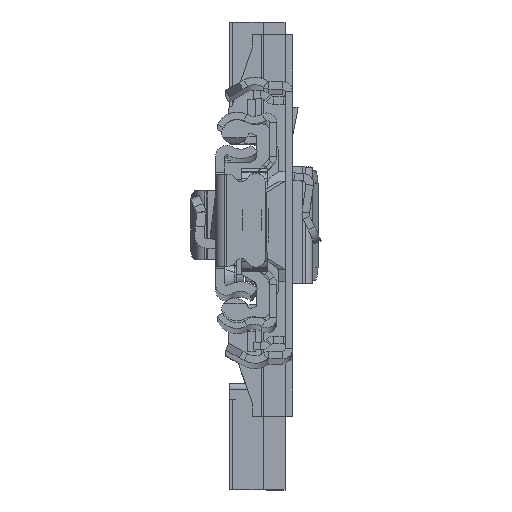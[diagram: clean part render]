
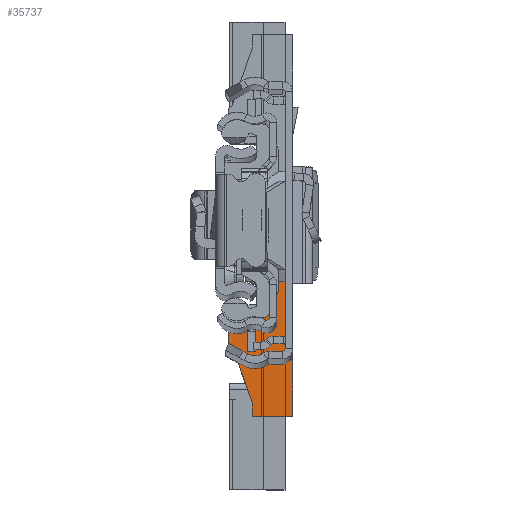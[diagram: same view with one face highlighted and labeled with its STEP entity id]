
A CAD part, top view. The second image highlights one B-rep face of the part: STEP entity #35737.
In plain terms, the highlighted face is planar.
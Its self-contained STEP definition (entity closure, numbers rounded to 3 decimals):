
#75 = ORIENTED_EDGE ( 'NONE', *, *, #11060, .F. ) ;
#112 = CARTESIAN_POINT ( 'NONE',  ( 10.451, 3.299, -67. ) ) ;
#190 = DIRECTION ( 'NONE',  ( -1., 0., 0. ) ) ;
#384 = CARTESIAN_POINT ( 'NONE',  ( 19., -1.2, -67. ) ) ;
#576 = DIRECTION ( 'NONE',  ( 1., 0., 0. ) ) ;
#699 = DIRECTION ( 'NONE',  ( 0., -1., 0. ) ) ;
#977 = CARTESIAN_POINT ( 'NONE',  ( 9.012, 5.732, -67. ) ) ;
#1136 = EDGE_CURVE ( 'NONE', #8498, #23787, #3399, .T. ) ;
#1280 = DIRECTION ( 'NONE',  ( 1., 0., 0. ) ) ;
#1342 = ORIENTED_EDGE ( 'NONE', *, *, #21086, .T. ) ;
#1478 = LINE ( 'NONE', #18787, #32157 ) ;
#1675 = CARTESIAN_POINT ( 'NONE',  ( 13., 4.318, -67. ) ) ;
#1737 = LINE ( 'NONE', #35954, #25774 ) ;
#2169 = CARTESIAN_POINT ( 'NONE',  ( 10.318, 3.419, -67. ) ) ;
#2348 = CARTESIAN_POINT ( 'NONE',  ( 10.701, 3.2, -67. ) ) ;
#2510 = CARTESIAN_POINT ( 'NONE',  ( 9.012, 0., -67. ) ) ;
#2572 = CARTESIAN_POINT ( 'NONE',  ( -28.5, 0., -67. ) ) ;
#3056 = DIRECTION ( 'NONE',  ( 1., 0., 0. ) ) ;
#3148 = VERTEX_POINT ( 'NONE', #28501 ) ;
#3399 = CIRCLE ( 'NONE', #4005, 0.5 ) ;
#3493 = AXIS2_PLACEMENT_3D ( 'NONE', #13941, #36453, #28102 ) ;
#4005 = AXIS2_PLACEMENT_3D ( 'NONE', #8845, #22274, #3056 ) ;
#4097 = LINE ( 'NONE', #15287, #5584 ) ;
#5167 = AXIS2_PLACEMENT_3D ( 'NONE', #7040, #9480, #1280 ) ;
#5584 = VECTOR ( 'NONE', #9529, 1000. ) ;
#6050 = LINE ( 'NONE', #12013, #27747 ) ;
#6243 = EDGE_CURVE ( 'NONE', #11596, #13477, #1478, .T. ) ;
#6450 = VERTEX_POINT ( 'NONE', #31415 ) ;
#7028 = VECTOR ( 'NONE', #31049, 1000. ) ;
#7040 = CARTESIAN_POINT ( 'NONE',  ( 18.5, 8.5, -67. ) ) ;
#7647 = ORIENTED_EDGE ( 'NONE', *, *, #1136, .F. ) ;
#8115 = CARTESIAN_POINT ( 'NONE',  ( 13., 8.5, -67. ) ) ;
#8360 = LINE ( 'NONE', #2572, #7028 ) ;
#8498 = VERTEX_POINT ( 'NONE', #27448 ) ;
#8526 = CARTESIAN_POINT ( 'NONE',  ( 12., 3.2, -67. ) ) ;
#8759 = EDGE_CURVE ( 'NONE', #23787, #24475, #4097, .T. ) ;
#8845 = CARTESIAN_POINT ( 'NONE',  ( 13.5, 8.5, -67. ) ) ;
#9480 = DIRECTION ( 'NONE',  ( 0., 0., 1. ) ) ;
#9529 = DIRECTION ( 'NONE',  ( 0., -1., 0. ) ) ;
#10202 = AXIS2_PLACEMENT_3D ( 'NONE', #22363, #27758, #32942 ) ;
#10412 = DIRECTION ( 'NONE',  ( 0., 1., 0. ) ) ;
#10479 = DIRECTION ( 'NONE',  ( -0.945, 0.328, 0. ) ) ;
#10510 = ORIENTED_EDGE ( 'NONE', *, *, #23867, .T. ) ;
#10899 = VERTEX_POINT ( 'NONE', #24892 ) ;
#11060 = EDGE_CURVE ( 'NONE', #26878, #15065, #6050, .T. ) ;
#11596 = VERTEX_POINT ( 'NONE', #2510 ) ;
#12013 = CARTESIAN_POINT ( 'NONE',  ( 30.5, 5.2, -67. ) ) ;
#12294 = EDGE_CURVE ( 'NONE', #30908, #22619, #36705, .T. ) ;
#12512 = ORIENTED_EDGE ( 'NONE', *, *, #14326, .F. ) ;
#12593 = ORIENTED_EDGE ( 'NONE', *, *, #14188, .F. ) ;
#13284 = CARTESIAN_POINT ( 'NONE',  ( 30.5, -1.2, -67. ) ) ;
#13477 = VERTEX_POINT ( 'NONE', #977 ) ;
#13611 = ORIENTED_EDGE ( 'NONE', *, *, #18736, .F. ) ;
#13941 = CARTESIAN_POINT ( 'NONE',  ( -28.5, 9., -67. ) ) ;
#14188 = EDGE_CURVE ( 'NONE', #11596, #10899, #8360, .T. ) ;
#14326 = EDGE_CURVE ( 'NONE', #10899, #30908, #26238, .T. ) ;
#14984 = EDGE_LOOP ( 'NONE', ( #12593, #35832, #35310, #10510, #1342, #28068, #15412, #7647, #32952, #13611, #19193, #75, #23505, #18409, #12512 ) ) ;
#15065 = VERTEX_POINT ( 'NONE', #29609 ) ;
#15245 = VECTOR ( 'NONE', #20506, 1000. ) ;
#15287 = CARTESIAN_POINT ( 'NONE',  ( 13., 9., -67. ) ) ;
#15412 = ORIENTED_EDGE ( 'NONE', *, *, #8759, .F. ) ;
#16161 = VECTOR ( 'NONE', #190, 1000. ) ;
#17135 = CARTESIAN_POINT ( 'NONE',  ( 30.5, 5.2, -67. ) ) ;
#17942 = EDGE_CURVE ( 'NONE', #15065, #30819, #1737, .T. ) ;
#18324 = VECTOR ( 'NONE', #699, 1000. ) ;
#18409 = ORIENTED_EDGE ( 'NONE', *, *, #12294, .F. ) ;
#18545 = CIRCLE ( 'NONE', #10202, 5.707 ) ;
#18692 = CARTESIAN_POINT ( 'NONE',  ( 10.792, 3.2, -67. ) ) ;
#18736 = EDGE_CURVE ( 'NONE', #30819, #6450, #32502, .T. ) ;
#18787 = CARTESIAN_POINT ( 'NONE',  ( 9.012, -17.65, -67. ) ) ;
#19193 = ORIENTED_EDGE ( 'NONE', *, *, #17942, .F. ) ;
#19511 = VERTEX_POINT ( 'NONE', #18692 ) ;
#19664 = VERTEX_POINT ( 'NONE', #23151 ) ;
#19667 = CARTESIAN_POINT ( 'NONE',  ( 10.614, 3.222, -67. ) ) ;
#19690 = VECTOR ( 'NONE', #25393, 1000. ) ;
#20250 = EDGE_CURVE ( 'NONE', #26878, #22619, #26104, .T. ) ;
#20506 = DIRECTION ( 'NONE',  ( 0., -1., 0. ) ) ;
#21086 = EDGE_CURVE ( 'NONE', #19511, #3148, #28871, .T. ) ;
#21613 = CARTESIAN_POINT ( 'NONE',  ( 12.586, 3.2, -67. ) ) ;
#22274 = DIRECTION ( 'NONE',  ( 0., 0., 1. ) ) ;
#22363 = CARTESIAN_POINT ( 'NONE',  ( 14.498, 7.304, -67. ) ) ;
#22619 = VERTEX_POINT ( 'NONE', #13284 ) ;
#22883 = PLANE ( 'NONE',  #3493 ) ;
#23151 = CARTESIAN_POINT ( 'NONE',  ( 10.318, 3.419, -67. ) ) ;
#23320 = EDGE_CURVE ( 'NONE', #24475, #3148, #35546, .T. ) ;
#23505 = ORIENTED_EDGE ( 'NONE', *, *, #20250, .T. ) ;
#23787 = VERTEX_POINT ( 'NONE', #8115 ) ;
#23867 = EDGE_CURVE ( 'NONE', #19664, #19511, #24980, .T. ) ;
#24475 = VERTEX_POINT ( 'NONE', #1675 ) ;
#24892 = CARTESIAN_POINT ( 'NONE',  ( 19., 0., -67. ) ) ;
#24894 = CARTESIAN_POINT ( 'NONE',  ( 10.792, 3.2, -67. ) ) ;
#24980 = B_SPLINE_CURVE_WITH_KNOTS ( 'NONE', 3,
 ( #2169, #34130, #112, #19667, #2348, #24894 ),
 .UNSPECIFIED., .F., .F.,
 ( 4, 2, 4 ),
 ( 0., 0., 0.001 ),
 .UNSPECIFIED. ) ;
#25364 = CARTESIAN_POINT ( 'NONE',  ( 19., 8.5, -67. ) ) ;
#25393 = DIRECTION ( 'NONE',  ( 1., 0., 0. ) ) ;
#25532 = LINE ( 'NONE', #28845, #16161 ) ;
#25764 = CARTESIAN_POINT ( 'NONE',  ( 0., -1.2, -67. ) ) ;
#25774 = VECTOR ( 'NONE', #10479, 1000. ) ;
#26036 = VECTOR ( 'NONE', #576, 1000. ) ;
#26104 = LINE ( 'NONE', #34597, #15245 ) ;
#26112 = CARTESIAN_POINT ( 'NONE',  ( 13., 3.2, -67. ) ) ;
#26238 = LINE ( 'NONE', #29543, #18324 ) ;
#26548 = DIRECTION ( 'NONE',  ( -1., 0., 0. ) ) ;
#26787 = EDGE_CURVE ( 'NONE', #19664, #13477, #18545, .T. ) ;
#26878 = VERTEX_POINT ( 'NONE', #17135 ) ;
#26931 = EDGE_CURVE ( 'NONE', #6450, #8498, #25532, .T. ) ;
#27448 = CARTESIAN_POINT ( 'NONE',  ( 13.5, 9., -67. ) ) ;
#27747 = VECTOR ( 'NONE', #26548, 1000. ) ;
#27758 = DIRECTION ( 'NONE',  ( 0., 0., -1. ) ) ;
#28068 = ORIENTED_EDGE ( 'NONE', *, *, #23320, .F. ) ;
#28102 = DIRECTION ( 'NONE',  ( 1., 0., 0. ) ) ;
#28501 = CARTESIAN_POINT ( 'NONE',  ( 12., 3.2, -67. ) ) ;
#28845 = CARTESIAN_POINT ( 'NONE',  ( -28.5, 9., -67. ) ) ;
#28871 = LINE ( 'NONE', #26112, #26036 ) ;
#29543 = CARTESIAN_POINT ( 'NONE',  ( 19., 9., -67. ) ) ;
#29609 = CARTESIAN_POINT ( 'NONE',  ( 28.5, 5.2, -67. ) ) ;
#30819 = VERTEX_POINT ( 'NONE', #25364 ) ;
#30908 = VERTEX_POINT ( 'NONE', #384 ) ;
#31049 = DIRECTION ( 'NONE',  ( 1., 0., 0. ) ) ;
#31415 = CARTESIAN_POINT ( 'NONE',  ( 18.5, 9., -67. ) ) ;
#32157 = VECTOR ( 'NONE', #10412, 1000. ) ;
#32502 = CIRCLE ( 'NONE', #5167, 0.5 ) ;
#32723 = CARTESIAN_POINT ( 'NONE',  ( 13., 4.318, -67. ) ) ;
#32942 = DIRECTION ( 'NONE',  ( -1., 0., 0. ) ) ;
#32952 = ORIENTED_EDGE ( 'NONE', *, *, #26931, .F. ) ;
#34130 = CARTESIAN_POINT ( 'NONE',  ( 10.38, 3.353, -67. ) ) ;
#34597 = CARTESIAN_POINT ( 'NONE',  ( 30.5, 0., -67. ) ) ;
#35310 = ORIENTED_EDGE ( 'NONE', *, *, #26787, .F. ) ;
#35546 =( BOUNDED_CURVE ( )  B_SPLINE_CURVE ( 3, ( #32723, #35697, #21613, #8526 ),
 .UNSPECIFIED., .F., .F. ) 
 B_SPLINE_CURVE_WITH_KNOTS ( ( 4, 4 ),
 ( 4.712, 6.283 ),
 .UNSPECIFIED. ) 
 CURVE ( )  GEOMETRIC_REPRESENTATION_ITEM ( )  RATIONAL_B_SPLINE_CURVE ( ( 1., 0.805, 0.805, 1. ) ) 
 REPRESENTATION_ITEM ( '' )  );
#35697 = CARTESIAN_POINT ( 'NONE',  ( 13., 3.663, -67. ) ) ;
#35737 = ADVANCED_FACE ( 'NONE', ( #36273 ), #22883, .F. ) ;
#35832 = ORIENTED_EDGE ( 'NONE', *, *, #6243, .T. ) ;
#35954 = CARTESIAN_POINT ( 'NONE',  ( 28.5, 5.2, -67. ) ) ;
#36273 = FACE_OUTER_BOUND ( 'NONE', #14984, .T. ) ;
#36453 = DIRECTION ( 'NONE',  ( 0., 0., 1. ) ) ;
#36705 = LINE ( 'NONE', #25764, #19690 ) ;
